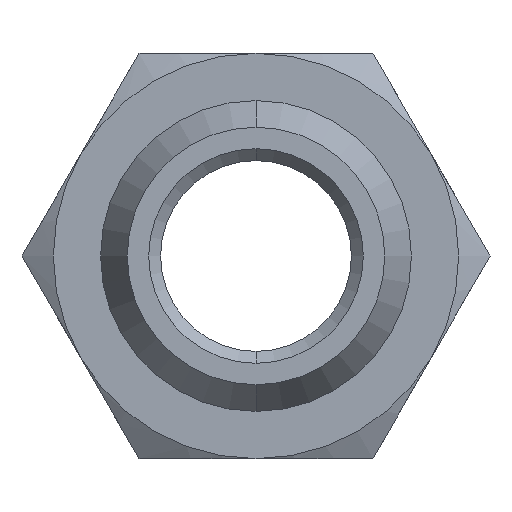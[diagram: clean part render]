
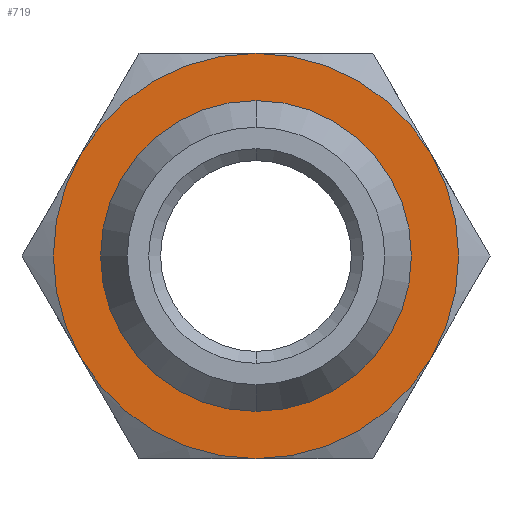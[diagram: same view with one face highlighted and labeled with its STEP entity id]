
A CAD part, front view. The second image highlights one B-rep face of the part: STEP entity #719.
In plain terms, the highlighted planar face has unit normal (0, -1, 0).
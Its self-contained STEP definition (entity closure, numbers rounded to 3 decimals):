
#18 = ORIENTED_EDGE ( 'NONE', *, *, #306, .T. ) ;
#73 = FACE_BOUND ( 'NONE', #184, .T. ) ;
#79 = DIRECTION ( 'NONE',  ( 0., 0., -1. ) ) ;
#82 = VERTEX_POINT ( 'NONE', #1271 ) ;
#128 = ORIENTED_EDGE ( 'NONE', *, *, #315, .T. ) ;
#171 = DIRECTION ( 'NONE',  ( 0., 0., -1. ) ) ;
#184 = EDGE_LOOP ( 'NONE', ( #448, #838 ) ) ;
#189 = CIRCLE ( 'NONE', #447, 8.5 ) ;
#201 = VERTEX_POINT ( 'NONE', #362 ) ;
#242 = EDGE_CURVE ( 'NONE', #682, #481, #1060, .T. ) ;
#306 = EDGE_CURVE ( 'NONE', #201, #82, #935, .T. ) ;
#315 = EDGE_CURVE ( 'NONE', #82, #201, #189, .T. ) ;
#362 = CARTESIAN_POINT ( 'NONE',  ( 0., 8., -8.5 ) ) ;
#364 = DIRECTION ( 'NONE',  ( 0., -1., 0. ) ) ;
#447 = AXIS2_PLACEMENT_3D ( 'NONE', #1147, #708, #79 ) ;
#448 = ORIENTED_EDGE ( 'NONE', *, *, #242, .F. ) ;
#481 = VERTEX_POINT ( 'NONE', #545 ) ;
#545 = CARTESIAN_POINT ( 'NONE',  ( 0., 8., 6.52 ) ) ;
#588 = DIRECTION ( 'NONE',  ( 0., -1., 0. ) ) ;
#591 = CARTESIAN_POINT ( 'NONE',  ( 0., 8., 0. ) ) ;
#593 = CARTESIAN_POINT ( 'NONE',  ( 0., 8., 0. ) ) ;
#682 = VERTEX_POINT ( 'NONE', #903 ) ;
#693 = AXIS2_PLACEMENT_3D ( 'NONE', #774, #364, #1017 ) ;
#708 = DIRECTION ( 'NONE',  ( 0., -1., 0. ) ) ;
#719 = ADVANCED_FACE ( 'NONE', ( #896, #73 ), #1118, .T. ) ;
#774 = CARTESIAN_POINT ( 'NONE',  ( 8.5, 8., 0. ) ) ;
#785 = EDGE_LOOP ( 'NONE', ( #18, #128 ) ) ;
#818 = DIRECTION ( 'NONE',  ( 0., 0., -1. ) ) ;
#832 = AXIS2_PLACEMENT_3D ( 'NONE', #593, #588, #171 ) ;
#838 = ORIENTED_EDGE ( 'NONE', *, *, #1070, .F. ) ;
#896 = FACE_OUTER_BOUND ( 'NONE', #785, .T. ) ;
#903 = CARTESIAN_POINT ( 'NONE',  ( 0., 8., -6.52 ) ) ;
#925 = DIRECTION ( 'NONE',  ( 0., 0., -1. ) ) ;
#935 = CIRCLE ( 'NONE', #1233, 8.5 ) ;
#1017 = DIRECTION ( 'NONE',  ( 0., 0., -1. ) ) ;
#1056 = CIRCLE ( 'NONE', #832, 6.52 ) ;
#1060 = CIRCLE ( 'NONE', #1178, 6.52 ) ;
#1070 = EDGE_CURVE ( 'NONE', #481, #682, #1056, .T. ) ;
#1118 = PLANE ( 'NONE',  #693 ) ;
#1147 = CARTESIAN_POINT ( 'NONE',  ( 0., 8., 0. ) ) ;
#1178 = AXIS2_PLACEMENT_3D ( 'NONE', #591, #1362, #925 ) ;
#1233 = AXIS2_PLACEMENT_3D ( 'NONE', #1394, #1256, #818 ) ;
#1256 = DIRECTION ( 'NONE',  ( 0., -1., 0. ) ) ;
#1271 = CARTESIAN_POINT ( 'NONE',  ( 0., 8., 8.5 ) ) ;
#1362 = DIRECTION ( 'NONE',  ( 0., -1., 0. ) ) ;
#1394 = CARTESIAN_POINT ( 'NONE',  ( 0., 8., 0. ) ) ;
